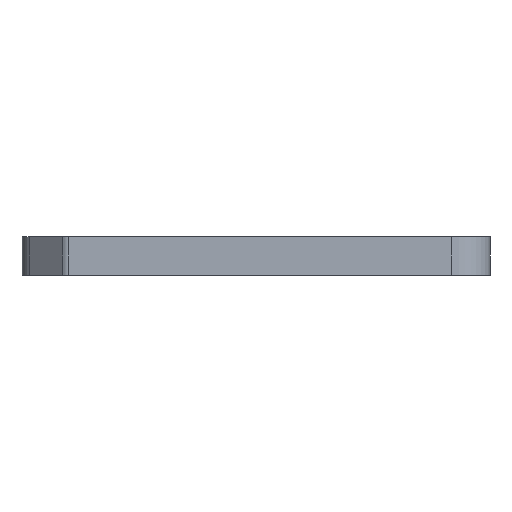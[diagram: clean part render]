
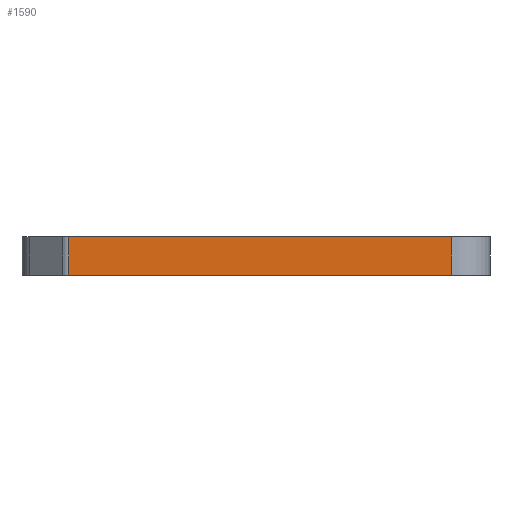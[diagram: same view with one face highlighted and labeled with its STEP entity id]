
A CAD part, front view. The second image highlights one B-rep face of the part: STEP entity #1590.
In plain terms, the highlighted planar face has unit normal (0, -1, 0).
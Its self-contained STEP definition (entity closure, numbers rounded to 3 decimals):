
#26=PLANE('',#1714);
#116=FACE_OUTER_BOUND('',#203,.T.);
#203=EDGE_LOOP('',(#1403,#1404,#1405,#1406));
#428=LINE('',#4752,#510);
#449=LINE('',#6571,#531);
#451=LINE('',#6583,#533);
#453=LINE('',#6586,#535);
#510=VECTOR('',#1914,10.);
#531=VECTOR('',#1993,10.);
#533=VECTOR('',#2011,10.);
#535=VECTOR('',#2015,10.);
#672=VERTEX_POINT('',#4749);
#673=VERTEX_POINT('',#4751);
#697=VERTEX_POINT('',#6567);
#700=VERTEX_POINT('',#6581);
#886=EDGE_CURVE('',#672,#673,#428,.T.);
#939=EDGE_CURVE('',#673,#697,#449,.T.);
#943=EDGE_CURVE('',#700,#672,#451,.T.);
#945=EDGE_CURVE('',#697,#700,#453,.T.);
#1403=ORIENTED_EDGE('',*,*,#939,.F.);
#1404=ORIENTED_EDGE('',*,*,#886,.F.);
#1405=ORIENTED_EDGE('',*,*,#943,.F.);
#1406=ORIENTED_EDGE('',*,*,#945,.F.);
#1590=ADVANCED_FACE('',(#116),#26,.T.);
#1714=AXIS2_PLACEMENT_3D('',#6585,#2013,#2014);
#1914=DIRECTION('',(-1.,0.,0.));
#1993=DIRECTION('',(0.,0.,1.));
#2011=DIRECTION('',(0.,0.,-1.));
#2013=DIRECTION('center_axis',(0.,-1.,0.));
#2014=DIRECTION('ref_axis',(1.,0.,0.));
#2015=DIRECTION('',(1.,0.,0.));
#4749=CARTESIAN_POINT('',(127.678,-69.284,1.));
#4751=CARTESIAN_POINT('',(87.419,-69.284,1.));
#4752=CARTESIAN_POINT('',(131.678,-69.284,1.));
#6567=CARTESIAN_POINT('',(87.419,-69.284,5.));
#6571=CARTESIAN_POINT('',(87.419,-69.284,2.));
#6581=CARTESIAN_POINT('',(127.678,-69.284,5.));
#6583=CARTESIAN_POINT('',(127.678,-69.284,2.));
#6585=CARTESIAN_POINT('Origin',(87.027,-69.284,2.));
#6586=CARTESIAN_POINT('',(131.678,-69.284,5.));
